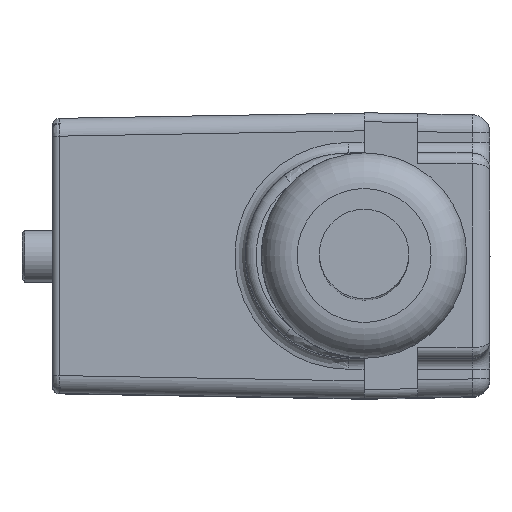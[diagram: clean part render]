
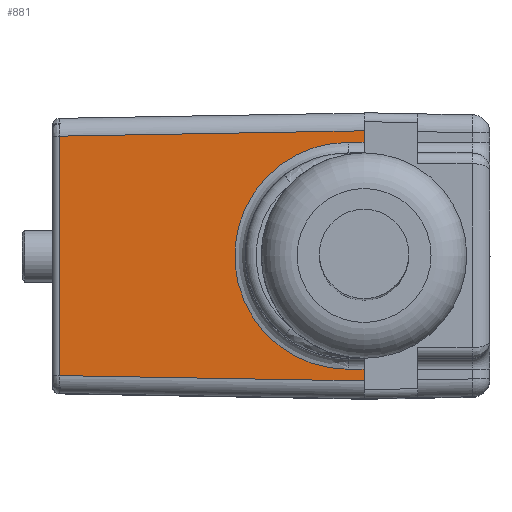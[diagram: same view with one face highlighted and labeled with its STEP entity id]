
A CAD part, top view. The second image highlights one B-rep face of the part: STEP entity #881.
In plain terms, the highlighted planar face has unit normal (-0.018, 0, 1).
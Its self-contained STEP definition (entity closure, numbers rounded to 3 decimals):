
#149=PLANE('',#2926);
#224=FACE_OUTER_BOUND('',#1100,.T.);
#376=ELLIPSE('',#2925,6.351,6.35);
#464=LINE('',#4253,#692);
#465=LINE('',#4255,#693);
#466=LINE('',#4257,#694);
#467=LINE('',#4259,#695);
#468=LINE('',#4261,#696);
#469=LINE('',#4263,#697);
#470=LINE('',#4265,#698);
#692=VECTOR('',#3332,1.);
#693=VECTOR('',#3333,1.);
#694=VECTOR('',#3334,1.);
#695=VECTOR('',#3335,1.);
#696=VECTOR('',#3336,1.);
#697=VECTOR('',#3337,1.);
#698=VECTOR('',#3338,1.);
#881=ADVANCED_FACE('',(#224),#149,.F.);
#1100=EDGE_LOOP('',(#1349,#1350,#1351,#1352,#1353,#1354,#1355,#1356));
#1349=ORIENTED_EDGE('',*,*,#2424,.T.);
#1350=ORIENTED_EDGE('',*,*,#2425,.T.);
#1351=ORIENTED_EDGE('',*,*,#2426,.T.);
#1352=ORIENTED_EDGE('',*,*,#2427,.T.);
#1353=ORIENTED_EDGE('',*,*,#2428,.T.);
#1354=ORIENTED_EDGE('',*,*,#2429,.T.);
#1355=ORIENTED_EDGE('',*,*,#2430,.T.);
#1356=ORIENTED_EDGE('',*,*,#2431,.T.);
#2164=VERTEX_POINT('',#4251);
#2165=VERTEX_POINT('',#4252);
#2166=VERTEX_POINT('',#4254);
#2167=VERTEX_POINT('',#4256);
#2168=VERTEX_POINT('',#4258);
#2169=VERTEX_POINT('',#4260);
#2170=VERTEX_POINT('',#4262);
#2171=VERTEX_POINT('',#4264);
#2424=EDGE_CURVE('',#2164,#2165,#376,.T.);
#2425=EDGE_CURVE('',#2165,#2166,#464,.T.);
#2426=EDGE_CURVE('',#2166,#2167,#465,.T.);
#2427=EDGE_CURVE('',#2167,#2168,#466,.T.);
#2428=EDGE_CURVE('',#2168,#2169,#467,.T.);
#2429=EDGE_CURVE('',#2169,#2170,#468,.T.);
#2430=EDGE_CURVE('',#2170,#2171,#469,.T.);
#2431=EDGE_CURVE('',#2171,#2164,#470,.T.);
#2925=AXIS2_PLACEMENT_3D('',#4250,#3330,#3331);
#2926=AXIS2_PLACEMENT_3D('',#4266,#3339,#3340);
#3330=DIRECTION('',(0.017,0.,-1.));
#3331=DIRECTION('',(-1.,0.,-0.017));
#3332=DIRECTION('',(1.,0.,0.017));
#3333=DIRECTION('',(0.,1.,0.));
#3334=DIRECTION('',(-1.,-0.017,-0.017));
#3335=DIRECTION('',(0.,-1.,0.));
#3336=DIRECTION('',(1.,-0.017,0.017));
#3337=DIRECTION('',(0.,1.,0.));
#3338=DIRECTION('',(-1.,0.,-0.017));
#3339=DIRECTION('',(0.017,0.,-1.));
#3340=DIRECTION('',(1.,0.,0.017));
#4250=CARTESIAN_POINT('',(-0.89,0.,-1.216));
#4251=CARTESIAN_POINT('',(-0.89,-6.35,-1.216));
#4252=CARTESIAN_POINT('',(-0.89,6.35,-1.216));
#4253=CARTESIAN_POINT('',(7.249,6.35,-1.073));
#4254=CARTESIAN_POINT('',(0.,6.35,-1.2));
#4255=CARTESIAN_POINT('',(0.,5.75,-1.2));
#4256=CARTESIAN_POINT('',(0.,7.,-1.2));
#4257=CARTESIAN_POINT('',(-17.433,6.696,-1.504));
#4258=CARTESIAN_POINT('',(-17.057,6.702,-1.498));
#4259=CARTESIAN_POINT('',(-17.057,-8.,-1.498));
#4260=CARTESIAN_POINT('',(-17.057,-6.702,-1.498));
#4261=CARTESIAN_POINT('',(0.017,-7.,-1.2));
#4262=CARTESIAN_POINT('',(0.,-7.,-1.2));
#4263=CARTESIAN_POINT('',(0.,-7.5,-1.2));
#4264=CARTESIAN_POINT('',(0.,-6.35,-1.2));
#4265=CARTESIAN_POINT('',(7.249,-6.35,-1.073));
#4266=CARTESIAN_POINT('',(7.249,-8.,-1.073));
